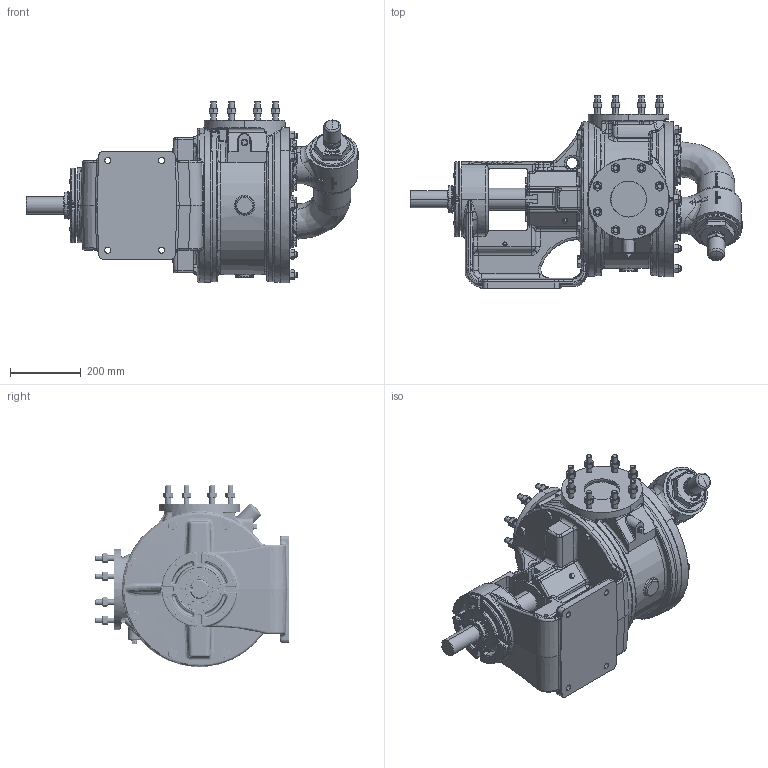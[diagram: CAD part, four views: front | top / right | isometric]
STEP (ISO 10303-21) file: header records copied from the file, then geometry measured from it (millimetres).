
FILE_DESCRIPTION (( 'STEP AP214' ), '1' );
FILE_NAME ('M124A.STEP', '2016-09-09T19:39:12', ( '' ), ( '' ), 'SwSTEP 2.0', 'SolidWorks 2015', '' );
FILE_SCHEMA (( 'AUTOMOTIVE_DESIGN' ));
Length unit declared in the file: inch
Products named in the file (2): M124A
Bounding box: 941.11 x 549.15 x 514.65 mm (x, y, z)
Volume: 55575966.5 mm3; surface area: 1813848.7 mm2
Topology: 1 solids, 1 shells, 4984 faces, 12634 edges, 7747 vertices
Faces by surface type: plane 1682, bspline 1163, cylinder 1145, cone 687, torus 248, sphere 59
Entity records: 328306 total; most frequent: CARTESIAN_POINT 171648, ORIENTED_EDGE 24918, DIRECTION 19785, EDGE_CURVE 12459, VERTEX_POINT 7742, AXIS2_PLACEMENT_3D 7728, EDGE_LOOP 5293, FACE_OUTER_BOUND 4984
